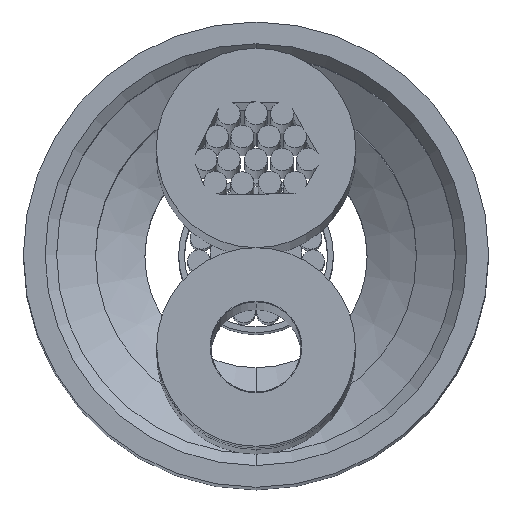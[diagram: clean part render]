
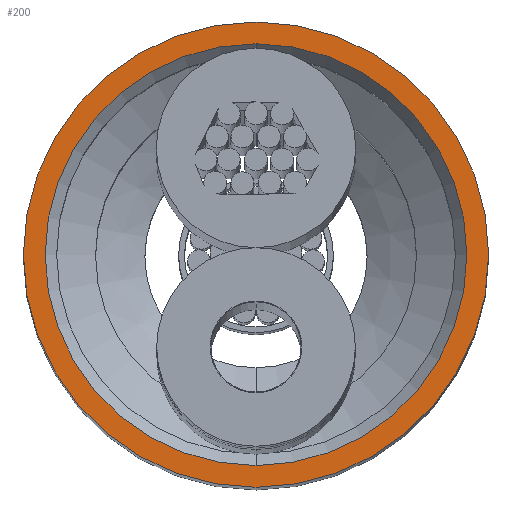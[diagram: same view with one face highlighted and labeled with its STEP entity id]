
A CAD part, top view. The second image highlights one B-rep face of the part: STEP entity #200.
In plain terms, the highlighted face is planar.
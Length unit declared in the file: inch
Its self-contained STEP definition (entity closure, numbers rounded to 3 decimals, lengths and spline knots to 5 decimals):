
#1=CARTESIAN_POINT('',(-0.335,0.,0.));
#2=DIRECTION('',(1.,0.,0.));
#3=DIRECTION('',(0.,0.,-1.));
#4=AXIS2_PLACEMENT_3D('',#1,#2,#3);
#6=CARTESIAN_POINT('',(-0.335,0.,0.));
#7=DIRECTION('',(1.,0.,0.));
#8=DIRECTION('',(0.,0.,1.));
#9=AXIS2_PLACEMENT_3D('',#6,#7,#8);
#11=CARTESIAN_POINT('',(-0.335,0.,0.));
#12=DIRECTION('',(1.,0.,0.));
#13=DIRECTION('',(0.,1.,0.));
#14=AXIS2_PLACEMENT_3D('',#11,#12,#13);
#16=CARTESIAN_POINT('',(-0.335,0.,0.));
#17=DIRECTION('',(1.,0.,0.));
#18=DIRECTION('',(0.,-1.,0.));
#19=AXIS2_PLACEMENT_3D('',#16,#17,#18);
#147=CARTESIAN_POINT('',(-0.335,0.,-0.1015));
#148=CARTESIAN_POINT('',(-0.335,0.,0.1015));
#149=VERTEX_POINT('',#147);
#150=VERTEX_POINT('',#148);
#175=CARTESIAN_POINT('',(-0.335,0.092,0.));
#176=CARTESIAN_POINT('',(-0.335,-0.092,0.));
#177=VERTEX_POINT('',#175);
#178=VERTEX_POINT('',#176);
#183=CARTESIAN_POINT('',(-0.335,0.,0.));
#184=DIRECTION('',(1.,0.,0.));
#185=DIRECTION('',(0.,0.,-1.));
#186=AXIS2_PLACEMENT_3D('',#183,#184,#185);
#187=PLANE('',#186);
#189=ORIENTED_EDGE('',*,*,#188,.T.);
#191=ORIENTED_EDGE('',*,*,#190,.T.);
#192=EDGE_LOOP('',(#189,#191));
#193=FACE_OUTER_BOUND('',#192,.F.);
#195=ORIENTED_EDGE('',*,*,#194,.F.);
#197=ORIENTED_EDGE('',*,*,#196,.F.);
#198=EDGE_LOOP('',(#195,#197));
#199=FACE_BOUND('',#198,.F.);
#200=ADVANCED_FACE('',(#193,#199),#187,.F.);
#5=CIRCLE('',#4,0.1015);
#10=CIRCLE('',#9,0.1015);
#15=CIRCLE('',#14,0.092);
#20=CIRCLE('',#19,0.092);
#188=EDGE_CURVE('',#149,#150,#5,.T.);
#190=EDGE_CURVE('',#150,#149,#10,.T.);
#194=EDGE_CURVE('',#177,#178,#15,.T.);
#196=EDGE_CURVE('',#178,#177,#20,.T.);
